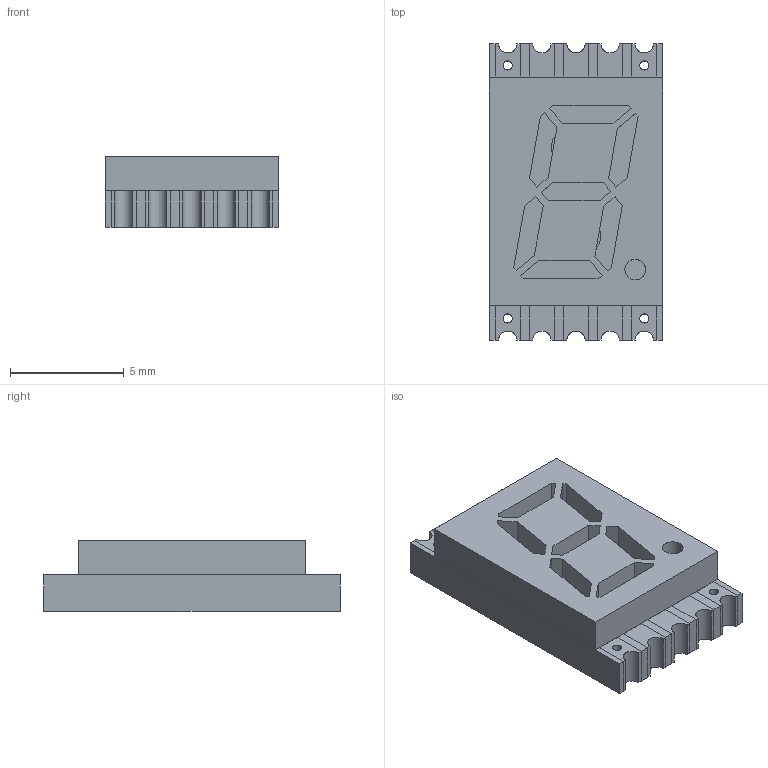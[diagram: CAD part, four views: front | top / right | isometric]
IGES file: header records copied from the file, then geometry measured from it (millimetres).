
Start section: SolidWorks IGES file using analytic representation for surfaces
Global section: file name: DSM7UA30105.IGS; native system: SolidWorks 2018; preprocessor: SolidWorks 2018; author: asanchez; date: 191226.114511; units: inch
Bounding box: 7.6 x 13 x 3.1 mm (x, y, z)
Surface area: 687.4 mm2 (no closed solid volume)
Topology: 0 solids, 0 shells, 196 faces, 1400 edges, 1400 vertices
Faces by surface type: bspline 168, revolution 28
